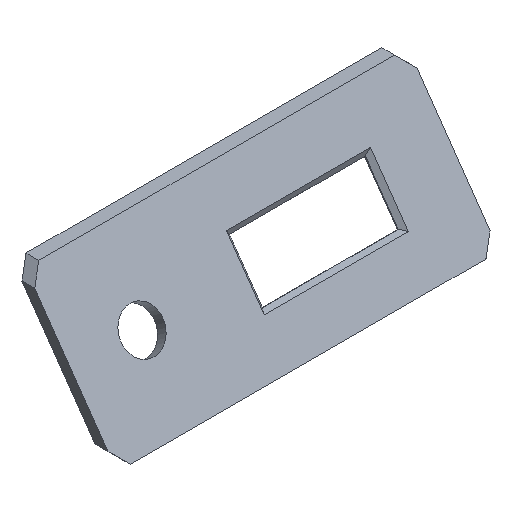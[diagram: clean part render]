
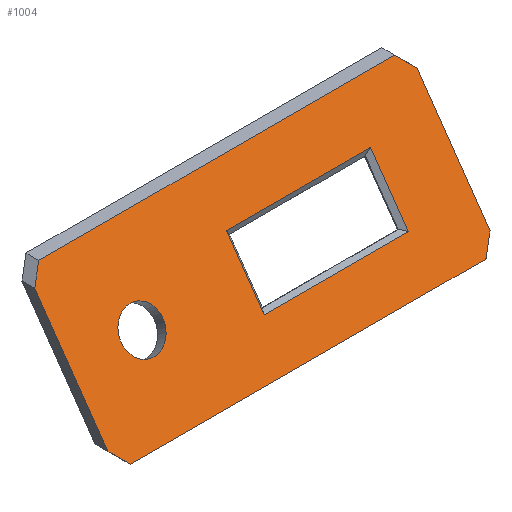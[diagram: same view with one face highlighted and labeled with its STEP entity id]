
A CAD part, isometric view. The second image highlights one B-rep face of the part: STEP entity #1004.
In plain terms, the highlighted planar face has unit normal (0, -0.819, 0.574).
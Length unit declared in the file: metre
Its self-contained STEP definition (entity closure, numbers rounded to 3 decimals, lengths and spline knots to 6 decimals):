
#30=PLANE('',#1095);
#117=LINE('',#1583,#233);
#120=LINE('',#1589,#236);
#121=LINE('',#1592,#237);
#122=LINE('',#1594,#238);
#123=LINE('',#1596,#239);
#124=LINE('',#1599,#240);
#125=LINE('',#1602,#241);
#126=LINE('',#1603,#242);
#127=LINE('',#1605,#243);
#128=LINE('',#1607,#244);
#129=LINE('',#1609,#245);
#130=LINE('',#1611,#246);
#233=VECTOR('',#1288,1.);
#236=VECTOR('',#1293,1.);
#237=VECTOR('',#1294,1.);
#238=VECTOR('',#1295,1.);
#239=VECTOR('',#1296,1.);
#240=VECTOR('',#1299,1.);
#241=VECTOR('',#1300,1.);
#242=VECTOR('',#1301,1.);
#243=VECTOR('',#1302,1.);
#244=VECTOR('',#1303,1.);
#245=VECTOR('',#1304,1.);
#246=VECTOR('',#1305,1.);
#438=ORIENTED_EDGE('',*,*,#658,.T.);
#439=ORIENTED_EDGE('',*,*,#659,.T.);
#440=ORIENTED_EDGE('',*,*,#660,.T.);
#441=ORIENTED_EDGE('',*,*,#661,.T.);
#442=ORIENTED_EDGE('',*,*,#662,.F.);
#443=ORIENTED_EDGE('',*,*,#663,.F.);
#444=ORIENTED_EDGE('',*,*,#664,.T.);
#445=ORIENTED_EDGE('',*,*,#655,.T.);
#446=ORIENTED_EDGE('',*,*,#665,.T.);
#447=ORIENTED_EDGE('',*,*,#666,.F.);
#448=ORIENTED_EDGE('',*,*,#667,.T.);
#449=ORIENTED_EDGE('',*,*,#668,.F.);
#450=ORIENTED_EDGE('',*,*,#669,.T.);
#655=EDGE_CURVE('',#776,#777,#117,.T.);
#658=EDGE_CURVE('',#778,#779,#120,.T.);
#659=EDGE_CURVE('',#779,#780,#121,.T.);
#660=EDGE_CURVE('',#780,#781,#122,.T.);
#661=EDGE_CURVE('',#781,#778,#123,.T.);
#662=EDGE_CURVE('',#782,#782,#830,.T.);
#663=EDGE_CURVE('',#783,#784,#124,.T.);
#664=EDGE_CURVE('',#783,#776,#125,.T.);
#665=EDGE_CURVE('',#777,#785,#126,.T.);
#666=EDGE_CURVE('',#786,#785,#127,.T.);
#667=EDGE_CURVE('',#786,#787,#128,.T.);
#668=EDGE_CURVE('',#788,#787,#129,.T.);
#669=EDGE_CURVE('',#788,#784,#130,.T.);
#776=VERTEX_POINT('',#1584);
#777=VERTEX_POINT('',#1585);
#778=VERTEX_POINT('',#1590);
#779=VERTEX_POINT('',#1591);
#780=VERTEX_POINT('',#1593);
#781=VERTEX_POINT('',#1595);
#782=VERTEX_POINT('',#1598);
#783=VERTEX_POINT('',#1600);
#784=VERTEX_POINT('',#1601);
#785=VERTEX_POINT('',#1604);
#786=VERTEX_POINT('',#1606);
#787=VERTEX_POINT('',#1608);
#788=VERTEX_POINT('',#1610);
#830=CIRCLE('',#1096,0.004);
#866=EDGE_LOOP('',(#438,#439,#440,#441));
#867=EDGE_LOOP('',(#442));
#868=EDGE_LOOP('',(#443,#444,#445,#446,#447,#448,#449,#450));
#932=FACE_BOUND('',#866,.T.);
#933=FACE_BOUND('',#867,.T.);
#934=FACE_BOUND('',#868,.T.);
#1004=ADVANCED_FACE('',(#932,#933,#934),#30,.F.);
#1095=AXIS2_PLACEMENT_3D('',#1588,#1291,#1292);
#1096=AXIS2_PLACEMENT_3D('',#1597,#1297,#1298);
#1288=DIRECTION('',(-1.,0.,0.));
#1291=DIRECTION('',(0.,0.819,-0.574));
#1292=DIRECTION('',(0.,0.574,0.819));
#1293=DIRECTION('',(0.,-0.574,-0.819));
#1294=DIRECTION('',(-1.,0.,0.));
#1295=DIRECTION('',(0.,0.574,0.819));
#1296=DIRECTION('',(1.,0.,0.));
#1297=DIRECTION('',(0.,-0.819,0.574));
#1298=DIRECTION('',(0.,-0.574,-0.819));
#1299=DIRECTION('',(0.,-0.574,-0.819));
#1300=DIRECTION('',(-0.634,0.444,0.634));
#1301=DIRECTION('',(-0.634,-0.444,-0.634));
#1302=DIRECTION('',(0.,0.574,0.819));
#1303=DIRECTION('',(0.634,-0.444,-0.634));
#1304=DIRECTION('',(-1.,0.,0.));
#1305=DIRECTION('',(0.634,0.444,0.634));
#1583=CARTESIAN_POINT('',(0.036577,-0.045791,0.01381));
#1584=CARTESIAN_POINT('',(0.034075,-0.045791,0.01381));
#1585=CARTESIAN_POINT('',(-0.034025,-0.045791,0.01381));
#1588=CARTESIAN_POINT('',(0.036577,-0.050065,0.007705));
#1589=CARTESIAN_POINT('',(0.024125,-0.050065,0.007705));
#1590=CARTESIAN_POINT('',(0.024125,-0.051146,0.006161));
#1591=CARTESIAN_POINT('',(0.024125,-0.058373,-0.00416));
#1592=CARTESIAN_POINT('',(0.036577,-0.058373,-0.00416));
#1593=CARTESIAN_POINT('',(-0.003475,-0.058373,-0.00416));
#1594=CARTESIAN_POINT('',(-0.003475,-0.050065,0.007705));
#1595=CARTESIAN_POINT('',(-0.003475,-0.051146,0.006161));
#1596=CARTESIAN_POINT('',(0.036577,-0.051146,0.006161));
#1597=CARTESIAN_POINT('',(-0.023075,-0.054616,0.001205));
#1598=CARTESIAN_POINT('',(-0.023075,-0.056911,-0.002071));
#1599=CARTESIAN_POINT('',(0.036575,-0.050065,0.007705));
#1600=CARTESIAN_POINT('',(0.036575,-0.047541,0.01131));
#1601=CARTESIAN_POINT('',(0.036575,-0.061556,-0.008705));
#1602=CARTESIAN_POINT('',(0.016091,-0.033198,0.031794));
#1603=CARTESIAN_POINT('',(-0.033615,-0.045503,0.01422));
#1604=CARTESIAN_POINT('',(-0.036525,-0.047541,0.01131));
#1605=CARTESIAN_POINT('',(-0.036525,-0.050065,0.007705));
#1606=CARTESIAN_POINT('',(-0.036525,-0.061556,-0.008705));
#1607=CARTESIAN_POINT('',(-0.043376,-0.056759,-0.001854));
#1608=CARTESIAN_POINT('',(-0.034025,-0.063306,-0.011205));
#1609=CARTESIAN_POINT('',(0.262818,-0.063306,-0.011205));
#1610=CARTESIAN_POINT('',(0.034075,-0.063306,-0.011205));
#1611=CARTESIAN_POINT('',(0.060999,-0.044454,0.015719));
